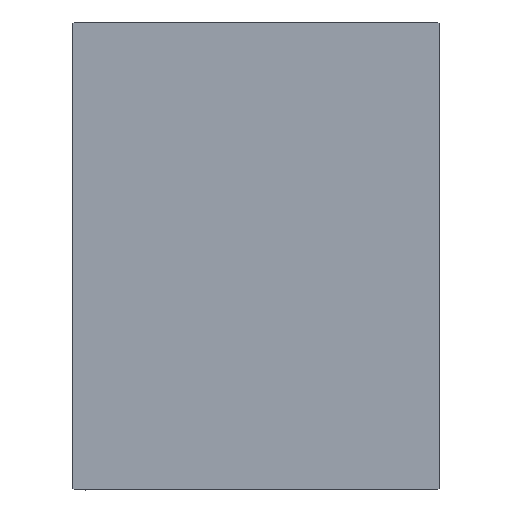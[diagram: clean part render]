
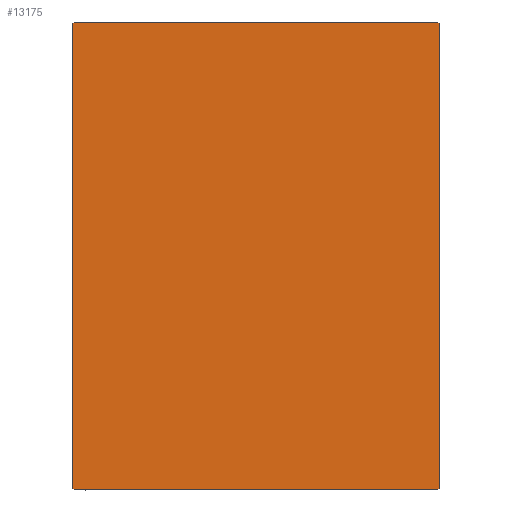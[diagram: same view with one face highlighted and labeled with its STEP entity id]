
A CAD part, left-side view. The second image highlights one B-rep face of the part: STEP entity #13175.
In plain terms, the highlighted face is planar.
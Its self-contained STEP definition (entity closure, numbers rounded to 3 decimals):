
#371 = VECTOR ( 'NONE', #15244, 1000. ) ;
#515 = EDGE_CURVE ( 'NONE', #31334, #4199, #1863, .T. ) ;
#535 = PLANE ( 'NONE',  #7192 ) ;
#646 = VECTOR ( 'NONE', #16848, 1000. ) ;
#1035 = ORIENTED_EDGE ( 'NONE', *, *, #15160, .T. ) ;
#1193 = ORIENTED_EDGE ( 'NONE', *, *, #14358, .T. ) ;
#1863 = LINE ( 'NONE', #41411, #19866 ) ;
#3659 = ORIENTED_EDGE ( 'NONE', *, *, #17737, .T. ) ;
#4199 = VERTEX_POINT ( 'NONE', #12435 ) ;
#4676 = ORIENTED_EDGE ( 'NONE', *, *, #42777, .T. ) ;
#6052 = VERTEX_POINT ( 'NONE', #35410 ) ;
#6345 = VERTEX_POINT ( 'NONE', #32074 ) ;
#6617 = VECTOR ( 'NONE', #41133, 1000. ) ;
#7192 = AXIS2_PLACEMENT_3D ( 'NONE', #7483, #40499, #10925 ) ;
#7483 = CARTESIAN_POINT ( 'NONE',  ( 198., 0., 0. ) ) ;
#8262 = ORIENTED_EDGE ( 'NONE', *, *, #38729, .T. ) ;
#10143 = DIRECTION ( 'NONE',  ( 0., -1., 0. ) ) ;
#10276 = CARTESIAN_POINT ( 'NONE',  ( 198., -45., -57.5 ) ) ;
#10925 = DIRECTION ( 'NONE',  ( 0., 0., -1. ) ) ;
#11363 = CARTESIAN_POINT ( 'NONE',  ( 198., 44.7, 57.5 ) ) ;
#11712 = VERTEX_POINT ( 'NONE', #34313 ) ;
#12435 = CARTESIAN_POINT ( 'NONE',  ( 198., -45., 57.2 ) ) ;
#12725 = ORIENTED_EDGE ( 'NONE', *, *, #23449, .T. ) ;
#12876 = CARTESIAN_POINT ( 'NONE',  ( 198., 45., -57.2 ) ) ;
#13175 = ADVANCED_FACE ( 'NONE', ( #24095 ), #535, .T. ) ;
#14358 = EDGE_CURVE ( 'NONE', #4199, #6345, #42331, .T. ) ;
#15160 = EDGE_CURVE ( 'NONE', #34740, #31334, #40342, .T. ) ;
#15244 = DIRECTION ( 'NONE',  ( 0., 0.707, -0.707 ) ) ;
#15469 = VECTOR ( 'NONE', #26933, 1000. ) ;
#16290 = CARTESIAN_POINT ( 'NONE',  ( 198., 45., -57.5 ) ) ;
#16429 = VERTEX_POINT ( 'NONE', #12876 ) ;
#16848 = DIRECTION ( 'NONE',  ( 0., -0.707, 0.707 ) ) ;
#17737 = EDGE_CURVE ( 'NONE', #25184, #16429, #31858, .T. ) ;
#19866 = VECTOR ( 'NONE', #34923, 1000. ) ;
#20200 = DIRECTION ( 'NONE',  ( 0., 1., 0. ) ) ;
#20882 = EDGE_LOOP ( 'NONE', ( #21883, #3659, #4676, #8262, #1035, #25057, #1193, #12725 ) ) ;
#21489 = EDGE_CURVE ( 'NONE', #11712, #25184, #36397, .T. ) ;
#21883 = ORIENTED_EDGE ( 'NONE', *, *, #21489, .T. ) ;
#23449 = EDGE_CURVE ( 'NONE', #6345, #11712, #35310, .T. ) ;
#23527 = CARTESIAN_POINT ( 'NONE',  ( 198., 45., 57.5 ) ) ;
#24095 = FACE_OUTER_BOUND ( 'NONE', #20882, .T. ) ;
#24429 = CARTESIAN_POINT ( 'NONE',  ( 198., -44.7, 57.5 ) ) ;
#25057 = ORIENTED_EDGE ( 'NONE', *, *, #515, .T. ) ;
#25184 = VERTEX_POINT ( 'NONE', #38355 ) ;
#26933 = DIRECTION ( 'NONE',  ( 0., 0., -1. ) ) ;
#27962 = CARTESIAN_POINT ( 'NONE',  ( 198., 51.1, -51.1 ) ) ;
#29362 = VECTOR ( 'NONE', #20200, 1000. ) ;
#30652 = LINE ( 'NONE', #40375, #646 ) ;
#31334 = VERTEX_POINT ( 'NONE', #24429 ) ;
#31650 = CARTESIAN_POINT ( 'NONE',  ( 198., -51.1, -51.1 ) ) ;
#31858 = LINE ( 'NONE', #27962, #6617 ) ;
#32074 = CARTESIAN_POINT ( 'NONE',  ( 198., -45., -57.2 ) ) ;
#32898 = DIRECTION ( 'NONE',  ( 0., 0., 1. ) ) ;
#34313 = CARTESIAN_POINT ( 'NONE',  ( 198., -44.7, -57.5 ) ) ;
#34549 = VECTOR ( 'NONE', #32898, 1000. ) ;
#34740 = VERTEX_POINT ( 'NONE', #11363 ) ;
#34923 = DIRECTION ( 'NONE',  ( 0., -0.707, -0.707 ) ) ;
#35310 = LINE ( 'NONE', #31650, #371 ) ;
#35410 = CARTESIAN_POINT ( 'NONE',  ( 198., 45., 57.2 ) ) ;
#36397 = LINE ( 'NONE', #10276, #29362 ) ;
#38355 = CARTESIAN_POINT ( 'NONE',  ( 198., 44.7, -57.5 ) ) ;
#38729 = EDGE_CURVE ( 'NONE', #6052, #34740, #30652, .T. ) ;
#39182 = LINE ( 'NONE', #16290, #34549 ) ;
#40342 = LINE ( 'NONE', #23527, #40998 ) ;
#40375 = CARTESIAN_POINT ( 'NONE',  ( 198., 51.1, 51.1 ) ) ;
#40499 = DIRECTION ( 'NONE',  ( 1., 0., 0. ) ) ;
#40998 = VECTOR ( 'NONE', #10143, 1000. ) ;
#41133 = DIRECTION ( 'NONE',  ( 0., 0.707, 0.707 ) ) ;
#41411 = CARTESIAN_POINT ( 'NONE',  ( 198., -51.1, 51.1 ) ) ;
#42125 = CARTESIAN_POINT ( 'NONE',  ( 198., -45., 57.5 ) ) ;
#42331 = LINE ( 'NONE', #42125, #15469 ) ;
#42777 = EDGE_CURVE ( 'NONE', #16429, #6052, #39182, .T. ) ;
